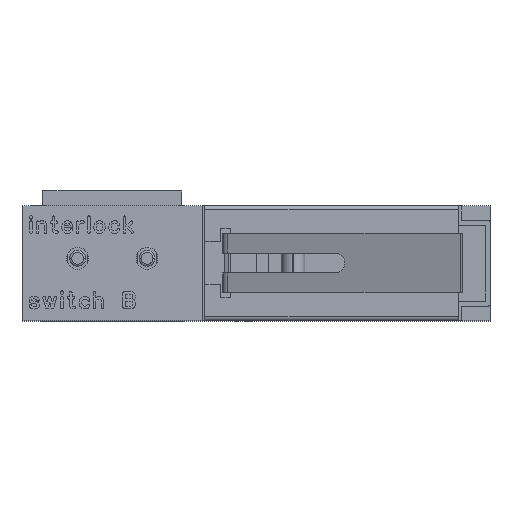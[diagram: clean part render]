
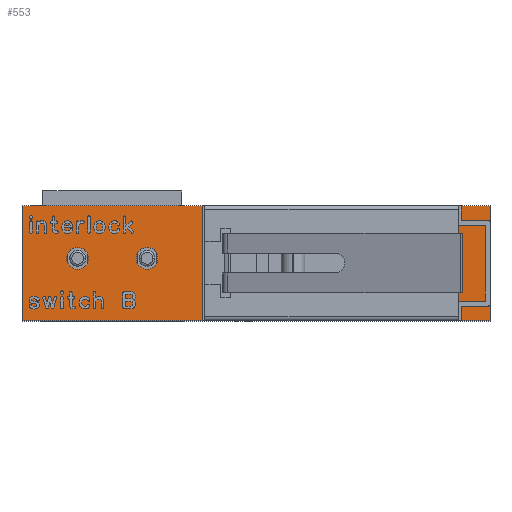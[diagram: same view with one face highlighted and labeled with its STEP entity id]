
A CAD part, top view. The second image highlights one B-rep face of the part: STEP entity #553.
In plain terms, the highlighted planar face has unit normal (0, 0, 1).
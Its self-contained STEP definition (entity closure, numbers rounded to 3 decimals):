
#74 = VERTEX_POINT('',#75);
#75 = CARTESIAN_POINT('',(-15.354,4.559,1.6)
  );
#81 = EDGE_CURVE('',#74,#82,#84,.T.);
#82 = VERTEX_POINT('',#83);
#83 = CARTESIAN_POINT('',(8.242,4.559,1.6)
  );
#84 = LINE('',#85,#86);
#85 = CARTESIAN_POINT('',(-15.354,4.559,1.6)
  );
#86 = VECTOR('',#87,1.);
#87 = DIRECTION('',(1.,0.,0.));
#112 = EDGE_CURVE('',#82,#113,#115,.T.);
#113 = VERTEX_POINT('',#114);
#114 = CARTESIAN_POINT('',(8.242,-1.257,1.6
    ));
#115 = LINE('',#116,#117);
#116 = CARTESIAN_POINT('',(8.242,4.559,1.6)
  );
#117 = VECTOR('',#118,1.);
#118 = DIRECTION('',(0.,-1.,0.));
#143 = EDGE_CURVE('',#113,#144,#146,.T.);
#144 = VERTEX_POINT('',#145);
#145 = CARTESIAN_POINT('',(-15.354,-1.257,
    1.6));
#146 = LINE('',#147,#148);
#147 = CARTESIAN_POINT('',(8.242,-1.257,1.6
    ));
#148 = VECTOR('',#149,1.);
#149 = DIRECTION('',(-1.,0.,0.));
#174 = EDGE_CURVE('',#144,#74,#175,.T.);
#175 = LINE('',#176,#177);
#176 = CARTESIAN_POINT('',(-15.354,-1.257,
    1.6));
#177 = VECTOR('',#178,1.);
#178 = DIRECTION('',(0.,1.,0.));
#198 = VERTEX_POINT('',#199);
#199 = CARTESIAN_POINT('',(-12.,1.9,1.6));
#205 = EDGE_CURVE('',#198,#206,#208,.T.);
#206 = VERTEX_POINT('',#207);
#207 = CARTESIAN_POINT('',(-13.1,1.9,1.6));
#208 = CIRCLE('',#209,0.55);
#209 = AXIS2_PLACEMENT_3D('',#210,#211,#212);
#210 = CARTESIAN_POINT('',(-12.55,1.9,1.6));
#211 = DIRECTION('',(0.,0.,1.));
#212 = DIRECTION('',(1.,0.,-0.));
#238 = EDGE_CURVE('',#206,#198,#239,.T.);
#239 = CIRCLE('',#240,0.55);
#240 = AXIS2_PLACEMENT_3D('',#241,#242,#243);
#241 = CARTESIAN_POINT('',(-12.55,1.9,1.6));
#242 = DIRECTION('',(0.,0.,1.));
#243 = DIRECTION('',(-1.,0.,0.));
#264 = VERTEX_POINT('',#265);
#265 = CARTESIAN_POINT('',(-8.5,1.9,1.6));
#271 = EDGE_CURVE('',#264,#272,#274,.T.);
#272 = VERTEX_POINT('',#273);
#273 = CARTESIAN_POINT('',(-9.6,1.9,1.6));
#274 = CIRCLE('',#275,0.55);
#275 = AXIS2_PLACEMENT_3D('',#276,#277,#278);
#276 = CARTESIAN_POINT('',(-9.05,1.9,1.6));
#277 = DIRECTION('',(0.,0.,1.));
#278 = DIRECTION('',(1.,0.,-0.));
#304 = EDGE_CURVE('',#272,#264,#305,.T.);
#305 = CIRCLE('',#306,0.55);
#306 = AXIS2_PLACEMENT_3D('',#307,#308,#309);
#307 = CARTESIAN_POINT('',(-9.05,1.9,1.6));
#308 = DIRECTION('',(0.,0.,1.));
#309 = DIRECTION('',(-1.,0.,0.));
#330 = VERTEX_POINT('',#331);
#331 = CARTESIAN_POINT('',(-4.126,1.651,1.6
    ));
#337 = EDGE_CURVE('',#330,#338,#340,.T.);
#338 = VERTEX_POINT('',#339);
#339 = CARTESIAN_POINT('',(-5.526,1.651,1.6
    ));
#340 = CIRCLE('',#341,0.7);
#341 = AXIS2_PLACEMENT_3D('',#342,#343,#344);
#342 = CARTESIAN_POINT('',(-4.826,1.651,1.6
    ));
#343 = DIRECTION('',(0.,0.,1.));
#344 = DIRECTION('',(1.,0.,-0.));
#370 = EDGE_CURVE('',#338,#330,#371,.T.);
#371 = CIRCLE('',#372,0.7);
#372 = AXIS2_PLACEMENT_3D('',#373,#374,#375);
#373 = CARTESIAN_POINT('',(-4.826,1.651,1.6
    ));
#374 = DIRECTION('',(0.,0.,1.));
#375 = DIRECTION('',(-1.,0.,0.));
#396 = VERTEX_POINT('',#397);
#397 = CARTESIAN_POINT('',(0.954,1.651,1.6)
  );
#403 = EDGE_CURVE('',#396,#404,#406,.T.);
#404 = VERTEX_POINT('',#405);
#405 = CARTESIAN_POINT('',(-0.446,1.651,1.6
    ));
#406 = CIRCLE('',#407,0.7);
#407 = AXIS2_PLACEMENT_3D('',#408,#409,#410);
#408 = CARTESIAN_POINT('',(0.254,1.651,1.6)
  );
#409 = DIRECTION('',(0.,0.,1.));
#410 = DIRECTION('',(1.,0.,-0.));
#436 = EDGE_CURVE('',#404,#396,#437,.T.);
#437 = CIRCLE('',#438,0.7);
#438 = AXIS2_PLACEMENT_3D('',#439,#440,#441);
#439 = CARTESIAN_POINT('',(0.254,1.651,1.6)
  );
#440 = DIRECTION('',(0.,0.,1.));
#441 = DIRECTION('',(-1.,0.,0.));
#462 = VERTEX_POINT('',#463);
#463 = CARTESIAN_POINT('',(6.034,1.651,1.6)
  );
#469 = EDGE_CURVE('',#462,#470,#472,.T.);
#470 = VERTEX_POINT('',#471);
#471 = CARTESIAN_POINT('',(4.634,1.651,1.6)
  );
#472 = CIRCLE('',#473,0.7);
#473 = AXIS2_PLACEMENT_3D('',#474,#475,#476);
#474 = CARTESIAN_POINT('',(5.334,1.651,1.6)
  );
#475 = DIRECTION('',(0.,0.,1.));
#476 = DIRECTION('',(1.,0.,-0.));
#502 = EDGE_CURVE('',#470,#462,#503,.T.);
#503 = CIRCLE('',#504,0.7);
#504 = AXIS2_PLACEMENT_3D('',#505,#506,#507);
#505 = CARTESIAN_POINT('',(5.334,1.651,1.6)
  );
#506 = DIRECTION('',(0.,0.,1.));
#507 = DIRECTION('',(-1.,0.,0.));
#553 = ADVANCED_FACE('',(#554,#560,#564,#568,#572,#576),#580,.F.);
#554 = FACE_BOUND('',#555,.F.);
#555 = EDGE_LOOP('',(#556,#557,#558,#559));
#556 = ORIENTED_EDGE('',*,*,#81,.T.);
#557 = ORIENTED_EDGE('',*,*,#112,.T.);
#558 = ORIENTED_EDGE('',*,*,#143,.T.);
#559 = ORIENTED_EDGE('',*,*,#174,.T.);
#560 = FACE_BOUND('',#561,.F.);
#561 = EDGE_LOOP('',(#562,#563));
#562 = ORIENTED_EDGE('',*,*,#205,.T.);
#563 = ORIENTED_EDGE('',*,*,#238,.T.);
#564 = FACE_BOUND('',#565,.F.);
#565 = EDGE_LOOP('',(#566,#567));
#566 = ORIENTED_EDGE('',*,*,#271,.T.);
#567 = ORIENTED_EDGE('',*,*,#304,.T.);
#568 = FACE_BOUND('',#569,.F.);
#569 = EDGE_LOOP('',(#570,#571));
#570 = ORIENTED_EDGE('',*,*,#337,.T.);
#571 = ORIENTED_EDGE('',*,*,#370,.T.);
#572 = FACE_BOUND('',#573,.F.);
#573 = EDGE_LOOP('',(#574,#575));
#574 = ORIENTED_EDGE('',*,*,#403,.T.);
#575 = ORIENTED_EDGE('',*,*,#436,.T.);
#576 = FACE_BOUND('',#577,.F.);
#577 = EDGE_LOOP('',(#578,#579));
#578 = ORIENTED_EDGE('',*,*,#469,.T.);
#579 = ORIENTED_EDGE('',*,*,#502,.T.);
#580 = PLANE('',#581);
#581 = AXIS2_PLACEMENT_3D('',#582,#583,#584);
#582 = CARTESIAN_POINT('',(-3.556,1.651,1.6
    ));
#583 = DIRECTION('',(-0.,-0.,-1.));
#584 = DIRECTION('',(-1.,0.,0.));
